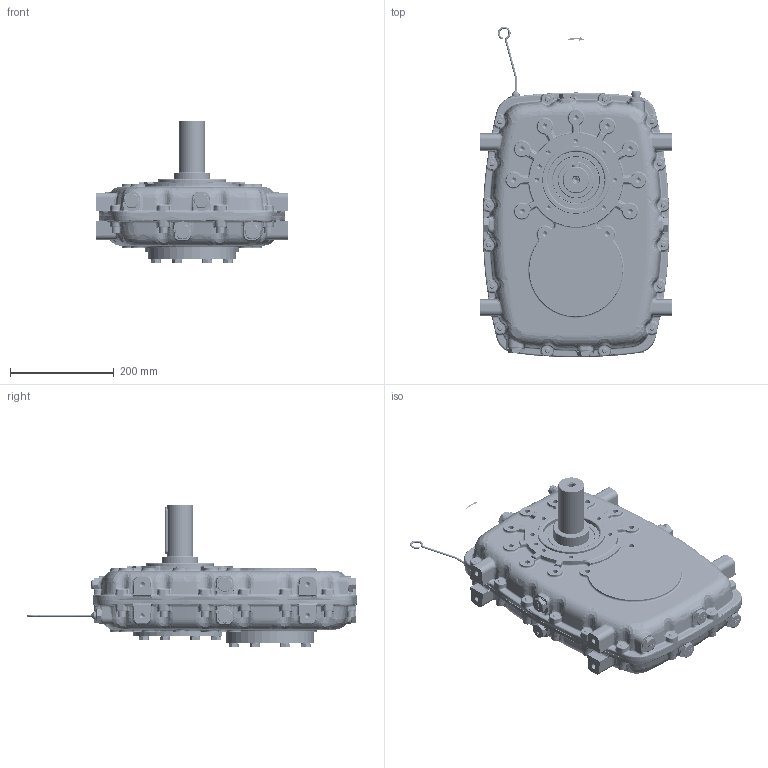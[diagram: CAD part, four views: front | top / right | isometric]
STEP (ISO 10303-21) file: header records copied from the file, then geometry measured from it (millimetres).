
FILE_DESCRIPTION (( 'STEP AP214' ), '1' );
FILE_NAME ('1029011A.STEP', '2015-03-04T11:06:24', ( '' ), ( '' ), 'SwSTEP 2.0', 'SolidWorks 2007', '' );
FILE_SCHEMA (( 'AUTOMOTIVE_DESIGN' ));
Length unit declared in the file: millimetre
Products named in the file (8): ITam220-015_rev00-installation; IT1048020_rev00-installation; ITB01210000_rev01-installation; IT2021217_rev05-installation; ITam110-002_rev00-installation; IT0001009_rev00-installation; IT1048019_rev00-installation; 1029011A
Assembly tree (7 placements, depth 2):
  1029011A
    IT1048019_rev00-installation
    IT2021217_rev05-installation
    ITam220-015_rev00-installation
    ITB01210000_rev01-installation
    IT0001009_rev00-installation
    IT1048020_rev00-installation
    ITam110-002_rev00-installation
Bounding box: 370 x 636.78 x 274.7 mm (x, y, z)
Volume: 1976626.5 mm3; surface area: 1630171.3 mm2
Topology: 30 solids, 129 shells, 6760 faces, 16490 edges, 10080 vertices
Faces by surface type: plane 2127, bspline 1761, cylinder 1432, cone 666, torus 610, sphere 164
Entity records: 354904 total; most frequent: CARTESIAN_POINT 132802, ORIENTED_EDGE 32467, DIRECTION 27487, EDGE_CURVE 16240, AXIS2_PLACEMENT_3D 10593, VERTEX_POINT 10080, EDGE_LOOP 7340, UNCERTAINTY_MEASURE_WITH_UNIT 6873
